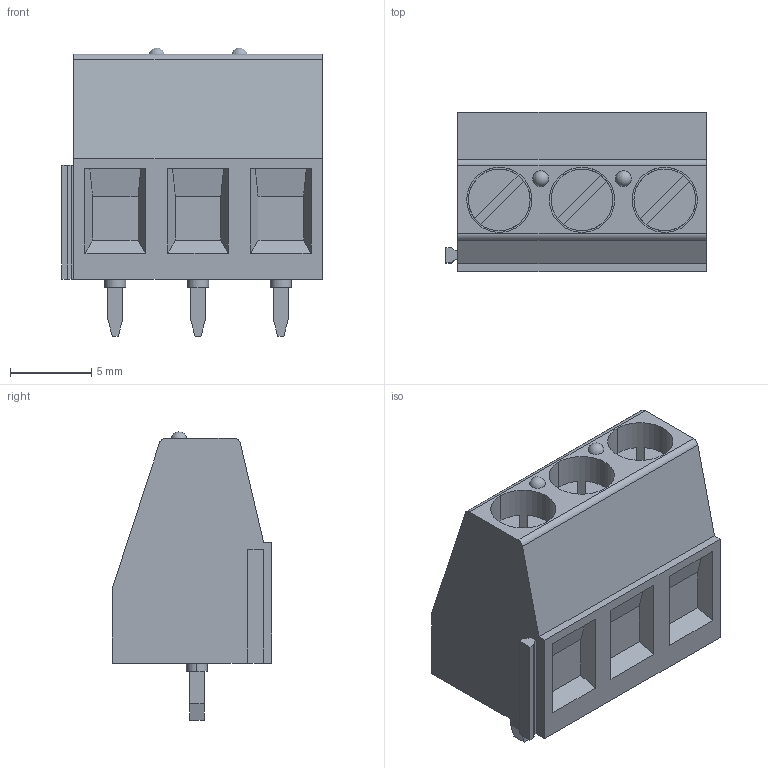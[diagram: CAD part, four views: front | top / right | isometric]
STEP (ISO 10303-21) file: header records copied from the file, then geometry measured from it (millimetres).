
FILE_DESCRIPTION((''),'2;1');
FILE_NAME('PHOENIX_1715734.stp','2010-01-06T13:36:25',(''),(''),'Mechanical Desktop 2006','Mechanical Desktop 2006',', , ');
FILE_SCHEMA(('AUTOMOTIVE_DESIGN { 1 2 10303 214 0 1 1 1 }'));
Length unit declared in the file: millimetre
Products named in the file (1): Product
Bounding box: 15.98 x 9.8 x 17.7 mm (x, y, z)
Volume: 1621.7 mm3; surface area: 1291.3 mm2
Topology: 13 solids, 13 shells, 194 faces, 452 edges, 299 vertices
Faces by surface type: plane 144, cylinder 48, sphere 2
Entity records: 5560 total; most frequent: DIRECTION 955, CARTESIAN_POINT 946, ORIENTED_EDGE 904, EDGE_CURVE 452, VECTOR 339, LINE 339, AXIS2_PLACEMENT_3D 308, VERTEX_POINT 299
